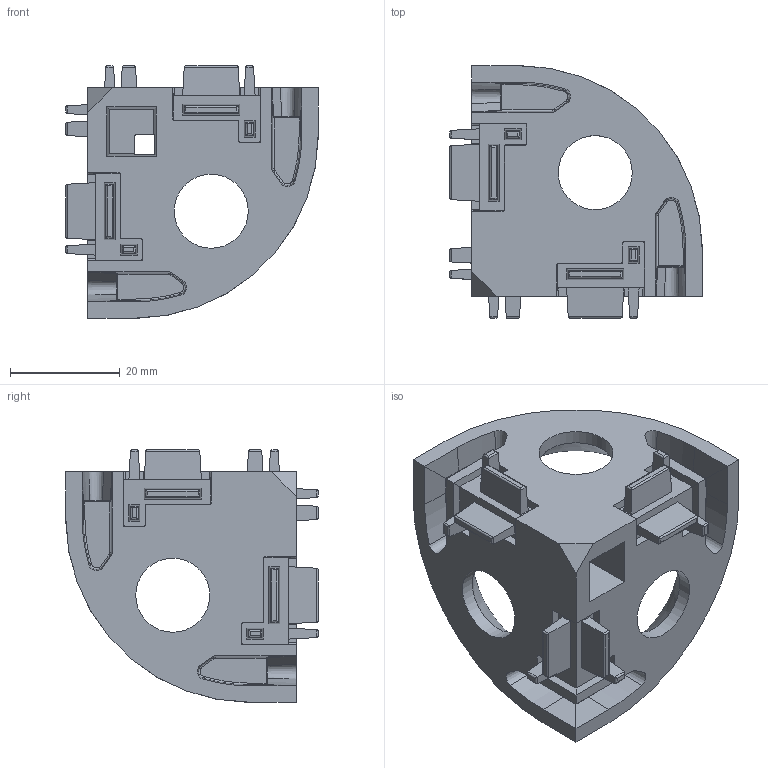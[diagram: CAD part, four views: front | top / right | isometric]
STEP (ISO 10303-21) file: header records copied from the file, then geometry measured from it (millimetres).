
FILE_DESCRIPTION (( 'STEP AP214' ), '1' );
FILE_NAME ('093we452n10.STEP', '2014-11-28T08:53:54', ( 'Admin' ), ( 'Hewlett-Packard Company' ), 'SwSTEP 2.0', 'SolidWorks 2014', '' );
FILE_SCHEMA (( 'AUTOMOTIVE_DESIGN' ));
Length unit declared in the file: millimetre
Products named in the file (1): 093we452n10
Bounding box: 46 x 46 x 46 mm (x, y, z)
Volume: 20292.7 mm3; surface area: 10973.3 mm2
Topology: 1 solids, 1 shells, 273 faces, 672 edges, 412 vertices
Faces by surface type: plane 135, cylinder 75, cone 45, bspline 18
Full cylindrical faces by diameter (mm): 13.5 x3
Entity records: 11224 total; most frequent: CARTESIAN_POINT 1989, ORIENTED_EDGE 1330, DIRECTION 1222, EDGE_CURVE 665, LINE 450, VECTOR 450, VERTEX_POINT 411, AXIS2_PLACEMENT_3D 386
